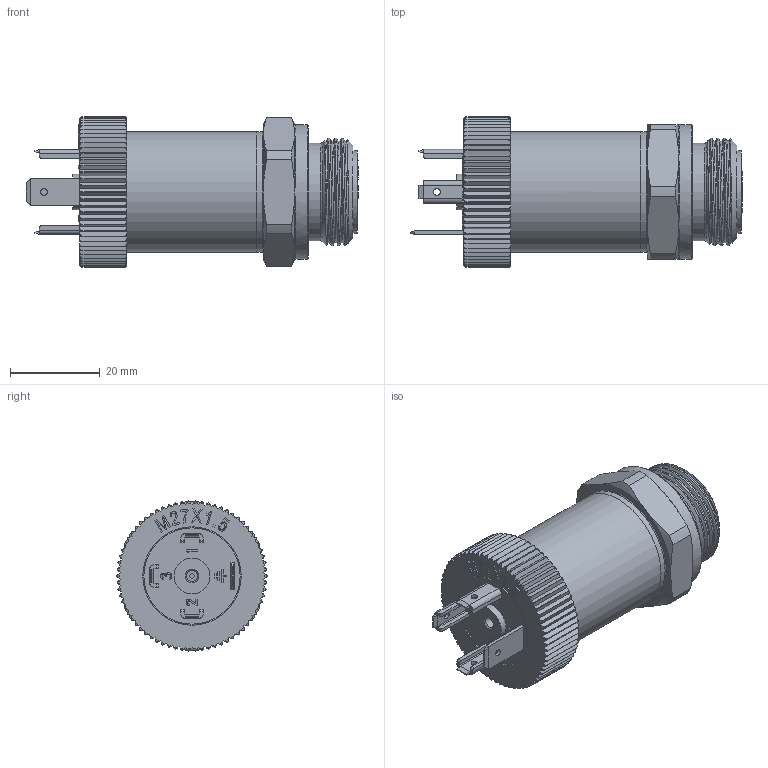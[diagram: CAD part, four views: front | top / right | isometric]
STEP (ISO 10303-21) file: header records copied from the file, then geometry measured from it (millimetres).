
FILE_DESCRIPTION(('STEP AP242'), '1');
FILE_NAME('ÊÓÂÔ.406233.500 ÝÑÁ_ÏÄ180-XX-X-St-12-X-A1 (M24õ1,5)', '', ('UNSPECIFIED'), ('UNSPECIFIED'), 'C3D Converter', 'C3D Toolkit', '');
FILE_SCHEMA(('AP242_MANAGED_MODEL_BASED_3D_ENGINEERING_MIM_LF { 1 0 10303 442 1 1 4 }'));
Length unit declared in the file: millimetre
Products named in the file (21): КУВФ.406233.500-12ЭСБ; DAT76С03-02; DAT76X03-02; КУВФ.301141.410.6550-01; КУВФ.713261.430.2362-01; КУВФ.320.004; BGRB03000OW; BGRB03000OW-Поджатое (1мм); КУВФ.741582.430.2021; DAT84X01
Assembly tree (20 placements, depth 4):
  КУВФ.406233.500-12ЭСБ
    DAT76С03-02
    DAT76X03-02
    КУВФ.301141.410.6550-01
      КУВФ.713261.430.2362-01
      (unnamed)
    КУВФ.320.004
      (unnamed)
        BGRB03000OW
        BGRB03000OW-Поджатое (1мм)
        BGRB03000OW
      КУВФ.741582.430.2021
      DAT84X01
      (unnamed)
    (unnamed)
    (unnamed)
    (unnamed)
    (unnamed)
    (unnamed)
    (unnamed)
    (unnamed)
Bounding box: 74.13 x 33.6 x 33.57 mm (x, y, z)
Volume: 21940.9 mm3; surface area: 22921.1 mm2
Topology: 19 solids, 26 shells, 4398 faces, 12314 edges, 8006 vertices
Faces by surface type: plane 2110, cylinder 1008, bspline 764, sphere 247, torus 203, extrusion 43, cone 23
Full cylindrical faces by diameter (mm): 0.5 x8, 0.506 x1, 0.8 x11, 0.85 x5, 1 x19, 1.2 x4, 1.5 x4, 2 x6, 2.459 x1, 2.5 x2, 3 x1, 3.8 x1, 4 x3, 4.2 x1, 8 x2, 18.4 x1, 21.5 x1, 21.8 x2, 22 x2, 22.6 x2, 23 x3, 23.5 x2, 24 x1, 24.5 x1, 24.9 x1, 25 x2, 25.376 x1, 26.9 x2, 27 x2, 30 x1
Entity records: 208224 total; most frequent: CARTESIAN_POINT 71130, ORIENTED_EDGE 23812, DIRECTION 17491, EDGE_CURVE 11934, VERTEX_POINT 8001, VECTOR 6341, LINE 6298, AXIS2_PLACEMENT_3D 5575
